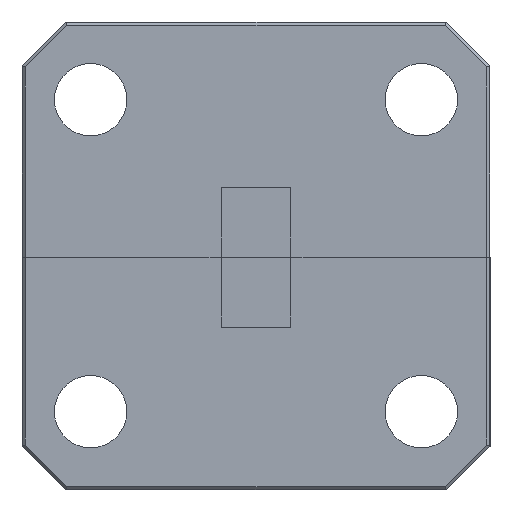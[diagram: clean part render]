
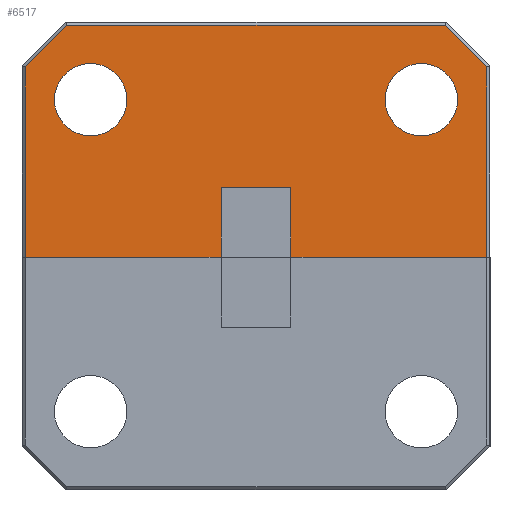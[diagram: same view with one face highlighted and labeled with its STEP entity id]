
A CAD part, left-side view. The second image highlights one B-rep face of the part: STEP entity #6517.
In plain terms, the highlighted planar face has unit normal (-1, 0, 0).
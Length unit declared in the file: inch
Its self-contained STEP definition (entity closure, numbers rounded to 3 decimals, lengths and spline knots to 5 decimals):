
#4 = DIRECTION ( 'NONE',  ( 0., 1., 0. ) ) ;
#17 = EDGE_LOOP ( 'NONE', ( #7180, #6521, #14009, #7757, #4760, #2041, #100, #10124, #2886, #43 ) ) ;
#43 = ORIENTED_EDGE ( 'NONE', *, *, #474, .T. ) ;
#100 = ORIENTED_EDGE ( 'NONE', *, *, #6214, .T. ) ;
#474 = EDGE_CURVE ( 'NONE', #9212, #5163, #10665, .T. ) ;
#675 = VERTEX_POINT ( 'NONE', #4642 ) ;
#899 = EDGE_CURVE ( 'NONE', #5598, #5872, #9818, .T. ) ;
#936 = LINE ( 'NONE', #14277, #3848 ) ;
#1345 = DIRECTION ( 'NONE',  ( 1., 0., 0. ) ) ;
#1463 = DIRECTION ( 'NONE',  ( 0., 0., 1. ) ) ;
#1532 = DIRECTION ( 'NONE',  ( 0., -1., 0. ) ) ;
#1644 = EDGE_CURVE ( 'NONE', #13165, #14132, #2701, .T. ) ;
#2013 = LINE ( 'NONE', #9161, #2556 ) ;
#2041 = ORIENTED_EDGE ( 'NONE', *, *, #899, .T. ) ;
#2082 = ORIENTED_EDGE ( 'NONE', *, *, #6138, .F. ) ;
#2103 = DIRECTION ( 'NONE',  ( 0., 0., 1. ) ) ;
#2218 = FACE_BOUND ( 'NONE', #3791, .T. ) ;
#2279 = DIRECTION ( 'NONE',  ( 0., 0., 1. ) ) ;
#2285 = LINE ( 'NONE', #7059, #10247 ) ;
#2343 = CARTESIAN_POINT ( 'NONE',  ( 0.26716, 1.11309, 1.42963 ) ) ;
#2556 = VECTOR ( 'NONE', #13886, 39.37008 ) ;
#2701 = LINE ( 'NONE', #11245, #7538 ) ;
#2741 = DIRECTION ( 'NONE',  ( 0., 0.707, -0.707 ) ) ;
#2886 = ORIENTED_EDGE ( 'NONE', *, *, #10808, .T. ) ;
#3029 = VECTOR ( 'NONE', #8753, 39.37008 ) ;
#3061 = CARTESIAN_POINT ( 'NONE',  ( 0.26716, 1.11309, 1.31763 ) ) ;
#3067 = CIRCLE ( 'NONE', #9266, 0.058 ) ;
#3281 = EDGE_LOOP ( 'NONE', ( #11368, #2082 ) ) ;
#3455 = VERTEX_POINT ( 'NONE', #13164 ) ;
#3791 = EDGE_LOOP ( 'NONE', ( #8819, #8637 ) ) ;
#3848 = VECTOR ( 'NONE', #14122, 39.37008 ) ;
#3902 = EDGE_CURVE ( 'NONE', #5163, #13165, #12912, .T. ) ;
#3924 = DIRECTION ( 'NONE',  ( 0., 0., 1. ) ) ;
#4499 = EDGE_CURVE ( 'NONE', #14175, #13317, #3067, .T. ) ;
#4573 = DIRECTION ( 'NONE',  ( -1., 0., 0. ) ) ;
#4642 = CARTESIAN_POINT ( 'NONE',  ( 0.26716, 1.32209, 1.51213 ) ) ;
#4658 = DIRECTION ( 'NONE',  ( -1., 0., 0. ) ) ;
#4760 = ORIENTED_EDGE ( 'NONE', *, *, #11013, .T. ) ;
#4818 = CARTESIAN_POINT ( 'NONE',  ( 0.26716, 1.36002, 1.68963 ) ) ;
#4898 = VECTOR ( 'NONE', #2741, 39.37008 ) ;
#4901 = CARTESIAN_POINT ( 'NONE',  ( 0.26716, 1.43209, 1.31763 ) ) ;
#4943 = CARTESIAN_POINT ( 'NONE',  ( 0.26716, 1.43209, 1.69463 ) ) ;
#5143 = DIRECTION ( 'NONE',  ( -1., 0., 0. ) ) ;
#5163 = VERTEX_POINT ( 'NONE', #4818 ) ;
#5183 = EDGE_CURVE ( 'NONE', #10026, #8257, #936, .T. ) ;
#5235 = AXIS2_PLACEMENT_3D ( 'NONE', #12256, #5143, #1463 ) ;
#5504 = CARTESIAN_POINT ( 'NONE',  ( 0.26716, 1.00109, 1.42963 ) ) ;
#5598 = VERTEX_POINT ( 'NONE', #5504 ) ;
#5872 = VERTEX_POINT ( 'NONE', #14607 ) ;
#5970 = FACE_OUTER_BOUND ( 'NONE', #17, .T. ) ;
#6013 = AXIS2_PLACEMENT_3D ( 'NONE', #10388, #4573, #8324 ) ;
#6050 = DIRECTION ( 'NONE',  ( 0., 0., -1. ) ) ;
#6138 = EDGE_CURVE ( 'NONE', #675, #10143, #11194, .T. ) ;
#6214 = EDGE_CURVE ( 'NONE', #5872, #10026, #14559, .T. ) ;
#6517 = ADVANCED_FACE ( 'NONE', ( #5970, #2218, #9438 ), #6988, .F. ) ;
#6521 = ORIENTED_EDGE ( 'NONE', *, *, #1644, .T. ) ;
#6692 = EDGE_CURVE ( 'NONE', #10143, #675, #6804, .T. ) ;
#6804 = CIRCLE ( 'NONE', #13192, 0.058 ) ;
#6940 = CARTESIAN_POINT ( 'NONE',  ( 0.26716, 0.68709, 1.62256 ) ) ;
#6973 = DIRECTION ( 'NONE',  ( -1., 0., 0. ) ) ;
#6988 = PLANE ( 'NONE',  #12198 ) ;
#7059 = CARTESIAN_POINT ( 'NONE',  ( 0.26716, 0.75563, 1.69109 ) ) ;
#7063 = CARTESIAN_POINT ( 'NONE',  ( 0.26716, 1.42856, 1.62109 ) ) ;
#7180 = ORIENTED_EDGE ( 'NONE', *, *, #3902, .T. ) ;
#7428 = VECTOR ( 'NONE', #4, 39.37008 ) ;
#7538 = VECTOR ( 'NONE', #12478, 39.37008 ) ;
#7757 = ORIENTED_EDGE ( 'NONE', *, *, #11304, .T. ) ;
#8134 = EDGE_CURVE ( 'NONE', #13317, #14175, #13887, .T. ) ;
#8257 = VERTEX_POINT ( 'NONE', #6940 ) ;
#8285 = VECTOR ( 'NONE', #13474, 39.37008 ) ;
#8324 = DIRECTION ( 'NONE',  ( 0., 0., 1. ) ) ;
#8401 = VECTOR ( 'NONE', #1532, 39.37008 ) ;
#8553 = CARTESIAN_POINT ( 'NONE',  ( 0.26716, 0.79209, 1.62813 ) ) ;
#8637 = ORIENTED_EDGE ( 'NONE', *, *, #4499, .F. ) ;
#8753 = DIRECTION ( 'NONE',  ( 0., -1., 0. ) ) ;
#8809 = CARTESIAN_POINT ( 'NONE',  ( 0.26716, 1.42709, 1.31763 ) ) ;
#8819 = ORIENTED_EDGE ( 'NONE', *, *, #8134, .F. ) ;
#9161 = CARTESIAN_POINT ( 'NONE',  ( 0.26716, 1.11309, 1.42963 ) ) ;
#9212 = VERTEX_POINT ( 'NONE', #14544 ) ;
#9266 = AXIS2_PLACEMENT_3D ( 'NONE', #9387, #4658, #2103 ) ;
#9387 = CARTESIAN_POINT ( 'NONE',  ( 0.26716, 0.79209, 1.57013 ) ) ;
#9420 = CARTESIAN_POINT ( 'NONE',  ( 0.26716, 1.32209, 1.57013 ) ) ;
#9438 = FACE_BOUND ( 'NONE', #3281, .T. ) ;
#9818 = LINE ( 'NONE', #10050, #8285 ) ;
#9836 = CARTESIAN_POINT ( 'NONE',  ( 0.26716, 1.43209, 1.31763 ) ) ;
#10026 = VERTEX_POINT ( 'NONE', #11198 ) ;
#10050 = CARTESIAN_POINT ( 'NONE',  ( 0.26716, 1.00109, 1.31763 ) ) ;
#10093 = CARTESIAN_POINT ( 'NONE',  ( 0.26716, 1.42709, 1.62256 ) ) ;
#10124 = ORIENTED_EDGE ( 'NONE', *, *, #5183, .T. ) ;
#10128 = LINE ( 'NONE', #3061, #12938 ) ;
#10143 = VERTEX_POINT ( 'NONE', #14216 ) ;
#10247 = VECTOR ( 'NONE', #11741, 39.37008 ) ;
#10388 = CARTESIAN_POINT ( 'NONE',  ( 0.26716, 1.32209, 1.57013 ) ) ;
#10665 = LINE ( 'NONE', #14065, #7428 ) ;
#10808 = EDGE_CURVE ( 'NONE', #8257, #9212, #2285, .T. ) ;
#11013 = EDGE_CURVE ( 'NONE', #14520, #5598, #2013, .T. ) ;
#11194 = CIRCLE ( 'NONE', #6013, 0.058 ) ;
#11198 = CARTESIAN_POINT ( 'NONE',  ( 0.26716, 0.68709, 1.31763 ) ) ;
#11245 = CARTESIAN_POINT ( 'NONE',  ( 0.26716, 1.42709, 1.31763 ) ) ;
#11304 = EDGE_CURVE ( 'NONE', #3455, #14520, #10128, .T. ) ;
#11368 = ORIENTED_EDGE ( 'NONE', *, *, #6692, .F. ) ;
#11741 = DIRECTION ( 'NONE',  ( 0., 0.707, 0.707 ) ) ;
#12198 = AXIS2_PLACEMENT_3D ( 'NONE', #4943, #1345, #6050 ) ;
#12256 = CARTESIAN_POINT ( 'NONE',  ( 0.26716, 0.79209, 1.57013 ) ) ;
#12478 = DIRECTION ( 'NONE',  ( 0., 0., -1. ) ) ;
#12912 = LINE ( 'NONE', #7063, #4898 ) ;
#12938 = VECTOR ( 'NONE', #3924, 39.37008 ) ;
#13164 = CARTESIAN_POINT ( 'NONE',  ( 0.26716, 1.11309, 1.31763 ) ) ;
#13165 = VERTEX_POINT ( 'NONE', #10093 ) ;
#13188 = LINE ( 'NONE', #4901, #8401 ) ;
#13192 = AXIS2_PLACEMENT_3D ( 'NONE', #9420, #6973, #2279 ) ;
#13317 = VERTEX_POINT ( 'NONE', #8553 ) ;
#13474 = DIRECTION ( 'NONE',  ( 0., 0., -1. ) ) ;
#13622 = EDGE_CURVE ( 'NONE', #14132, #3455, #13188, .T. ) ;
#13886 = DIRECTION ( 'NONE',  ( 0., -1., 0. ) ) ;
#13887 = CIRCLE ( 'NONE', #5235, 0.058 ) ;
#14009 = ORIENTED_EDGE ( 'NONE', *, *, #13622, .T. ) ;
#14065 = CARTESIAN_POINT ( 'NONE',  ( 0.26716, 1.43209, 1.68963 ) ) ;
#14122 = DIRECTION ( 'NONE',  ( 0., 0., 1. ) ) ;
#14132 = VERTEX_POINT ( 'NONE', #8809 ) ;
#14175 = VERTEX_POINT ( 'NONE', #14678 ) ;
#14216 = CARTESIAN_POINT ( 'NONE',  ( 0.26716, 1.32209, 1.62813 ) ) ;
#14277 = CARTESIAN_POINT ( 'NONE',  ( 0.26716, 0.68709, 1.69463 ) ) ;
#14520 = VERTEX_POINT ( 'NONE', #2343 ) ;
#14544 = CARTESIAN_POINT ( 'NONE',  ( 0.26716, 0.75416, 1.68963 ) ) ;
#14559 = LINE ( 'NONE', #9836, #3029 ) ;
#14607 = CARTESIAN_POINT ( 'NONE',  ( 0.26716, 1.00109, 1.31763 ) ) ;
#14678 = CARTESIAN_POINT ( 'NONE',  ( 0.26716, 0.79209, 1.51213 ) ) ;
